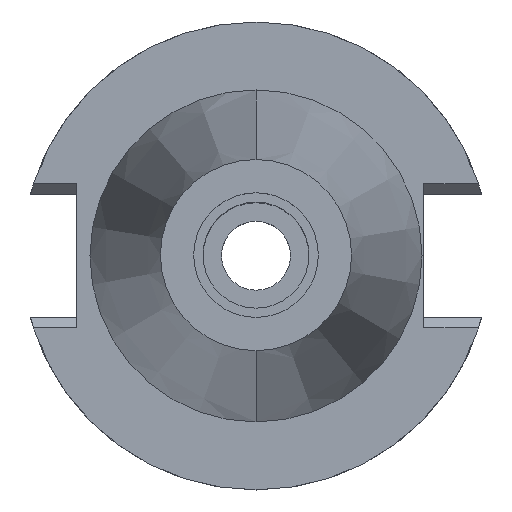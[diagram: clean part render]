
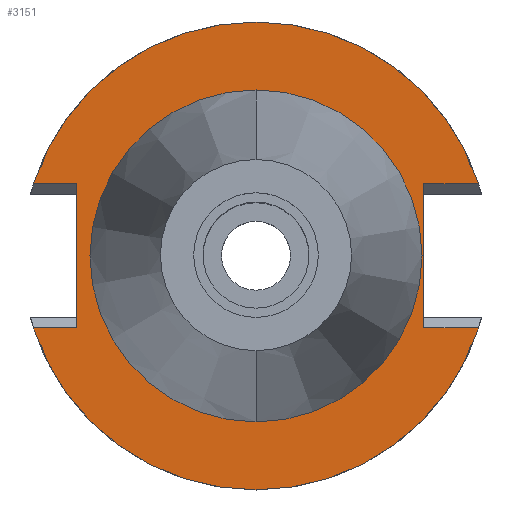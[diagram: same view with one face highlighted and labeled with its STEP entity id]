
A CAD part, top view. The second image highlights one B-rep face of the part: STEP entity #3151.
In plain terms, the highlighted planar face has unit normal (0, 0, 1).
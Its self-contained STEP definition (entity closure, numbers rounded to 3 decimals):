
#94=DIRECTION('',(0.,-1.,0.));
#95=VECTOR('',#94,30.31);
#96=CARTESIAN_POINT('',(35.27,15.155,-1.5));
#97=LINE('',#96,#95);
#101=DIRECTION('',(1.,0.,0.));
#102=VECTOR('',#101,11.554);
#103=CARTESIAN_POINT('',(35.27,-15.155,-1.5));
#104=LINE('',#103,#102);
#108=CARTESIAN_POINT('',(0.,0.,-1.5));
#109=DIRECTION('',(0.,0.,-1.));
#110=DIRECTION('',(0.951,-0.308,0.));
#111=AXIS2_PLACEMENT_3D('',#108,#109,#110);
#116=CARTESIAN_POINT('',(0.,0.,-1.5));
#117=DIRECTION('',(0.,0.,-1.));
#118=DIRECTION('',(0.,-1.,0.));
#119=AXIS2_PLACEMENT_3D('',#116,#117,#118);
#124=DIRECTION('',(0.,1.,0.));
#125=VECTOR('',#124,30.31);
#126=CARTESIAN_POINT('',(-37.68,-15.155,-1.5));
#127=LINE('',#126,#125);
#131=DIRECTION('',(-1.,0.,0.));
#132=VECTOR('',#131,9.144);
#133=CARTESIAN_POINT('',(-37.68,15.155,-1.5));
#134=LINE('',#133,#132);
#138=CARTESIAN_POINT('',(0.,0.,-1.5));
#139=DIRECTION('',(0.,0.,-1.));
#140=DIRECTION('',(-0.951,0.308,0.));
#141=AXIS2_PLACEMENT_3D('',#138,#139,#140);
#146=CARTESIAN_POINT('',(0.,0.,-1.5));
#147=DIRECTION('',(0.,0.,-1.));
#148=DIRECTION('',(0.,1.,0.));
#149=AXIS2_PLACEMENT_3D('',#146,#147,#148);
#154=CARTESIAN_POINT('',(0.,0.,-1.5));
#155=DIRECTION('',(0.,0.,1.));
#156=DIRECTION('',(0.,-1.,0.));
#157=AXIS2_PLACEMENT_3D('',#154,#155,#156);
#162=CARTESIAN_POINT('',(0.,0.,-1.5));
#163=DIRECTION('',(0.,0.,1.));
#164=DIRECTION('',(0.,1.,0.));
#165=AXIS2_PLACEMENT_3D('',#162,#163,#164);
#289=DIRECTION('',(1.,0.,0.));
#290=VECTOR('',#289,11.554);
#291=CARTESIAN_POINT('',(35.27,15.155,-1.5));
#292=LINE('',#291,#290);
#576=DIRECTION('',(-1.,0.,0.));
#577=VECTOR('',#576,9.144);
#578=CARTESIAN_POINT('',(-37.68,-15.155,-1.5));
#579=LINE('',#578,#577);
#2651=CARTESIAN_POINT('',(0.,34.925,-1.5));
#2652=VERTEX_POINT('',#2651);
#2653=CARTESIAN_POINT('',(0.,-34.925,-1.5));
#2654=VERTEX_POINT('',#2653);
#2655=CARTESIAN_POINT('',(35.27,15.155,-1.5));
#2656=CARTESIAN_POINT('',(35.27,-15.155,-1.5));
#2657=VERTEX_POINT('',#2655);
#2658=VERTEX_POINT('',#2656);
#2659=CARTESIAN_POINT('',(46.824,-15.155,-1.5));
#2660=VERTEX_POINT('',#2659);
#2661=CARTESIAN_POINT('',(0.,-49.215,-1.5));
#2662=CARTESIAN_POINT('',(-46.824,-15.155,-1.5));
#2663=VERTEX_POINT('',#2661);
#2664=VERTEX_POINT('',#2662);
#2665=CARTESIAN_POINT('',(-37.68,-15.155,-1.5));
#2666=VERTEX_POINT('',#2665);
#2667=CARTESIAN_POINT('',(-37.68,15.155,-1.5));
#2668=VERTEX_POINT('',#2667);
#2669=CARTESIAN_POINT('',(-46.824,15.155,-1.5));
#2670=VERTEX_POINT('',#2669);
#2671=CARTESIAN_POINT('',(0.,49.215,-1.5));
#2672=CARTESIAN_POINT('',(46.824,15.155,-1.5));
#2673=VERTEX_POINT('',#2671);
#2674=VERTEX_POINT('',#2672);
#3120=CARTESIAN_POINT('',(0.,0.,-1.5));
#3121=DIRECTION('',(0.,0.,1.));
#3122=DIRECTION('',(0.,1.,0.));
#3123=AXIS2_PLACEMENT_3D('',#3120,#3121,#3122);
#3124=PLANE('',#3123);
#3126=ORIENTED_EDGE('',*,*,#3125,.T.);
#3128=ORIENTED_EDGE('',*,*,#3127,.T.);
#3130=ORIENTED_EDGE('',*,*,#3129,.T.);
#3132=ORIENTED_EDGE('',*,*,#3131,.T.);
#3134=ORIENTED_EDGE('',*,*,#3133,.F.);
#3136=ORIENTED_EDGE('',*,*,#3135,.T.);
#3138=ORIENTED_EDGE('',*,*,#3137,.T.);
#3140=ORIENTED_EDGE('',*,*,#3139,.T.);
#3142=ORIENTED_EDGE('',*,*,#3141,.T.);
#3144=ORIENTED_EDGE('',*,*,#3143,.F.);
#3145=EDGE_LOOP('',(#3126,#3128,#3130,#3132,#3134,#3136,#3138,#3140,#3142,
#3144));
#3146=FACE_OUTER_BOUND('',#3145,.F.);
#3147=ORIENTED_EDGE('',*,*,#3099,.T.);
#3148=ORIENTED_EDGE('',*,*,#3115,.T.);
#3149=EDGE_LOOP('',(#3147,#3148));
#3150=FACE_BOUND('',#3149,.F.);
#112=CIRCLE('',#111,49.215);
#120=CIRCLE('',#119,49.215);
#142=CIRCLE('',#141,49.215);
#150=CIRCLE('',#149,49.215);
#158=CIRCLE('',#157,34.925);
#166=CIRCLE('',#165,34.925);
#3099=EDGE_CURVE('',#2654,#2652,#158,.T.);
#3115=EDGE_CURVE('',#2652,#2654,#166,.T.);
#3125=EDGE_CURVE('',#2657,#2658,#97,.T.);
#3127=EDGE_CURVE('',#2658,#2660,#104,.T.);
#3129=EDGE_CURVE('',#2660,#2663,#112,.T.);
#3131=EDGE_CURVE('',#2663,#2664,#120,.T.);
#3133=EDGE_CURVE('',#2666,#2664,#579,.T.);
#3135=EDGE_CURVE('',#2666,#2668,#127,.T.);
#3137=EDGE_CURVE('',#2668,#2670,#134,.T.);
#3139=EDGE_CURVE('',#2670,#2673,#142,.T.);
#3141=EDGE_CURVE('',#2673,#2674,#150,.T.);
#3143=EDGE_CURVE('',#2657,#2674,#292,.T.);
#3151=ADVANCED_FACE('',(#3146,#3150),#3124,.T.);
